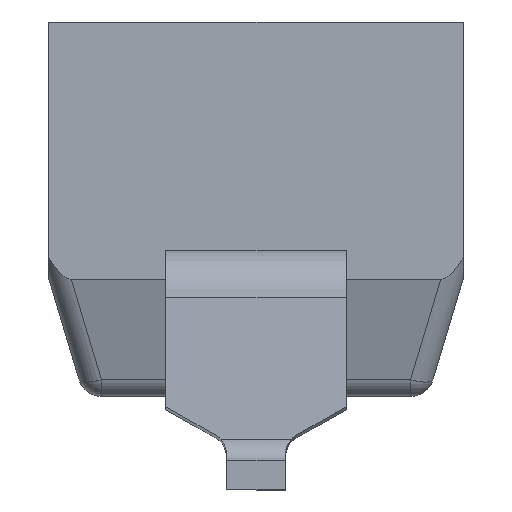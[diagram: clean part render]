
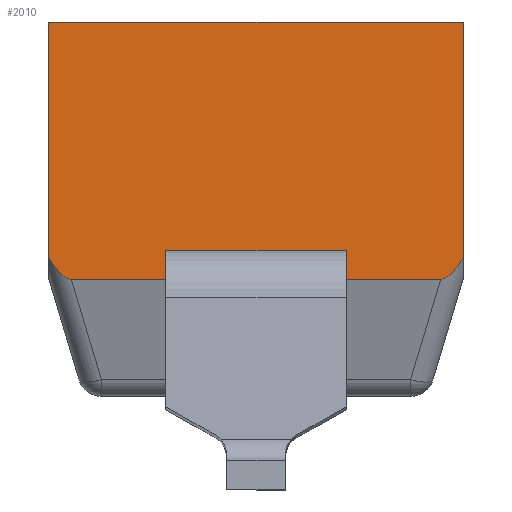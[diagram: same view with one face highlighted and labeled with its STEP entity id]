
A CAD part, left-side view. The second image highlights one B-rep face of the part: STEP entity #2010.
In plain terms, the highlighted planar face has unit normal (-1, 0, 0).
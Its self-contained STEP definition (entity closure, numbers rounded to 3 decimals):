
#133=ELLIPSE('',#2152,0.724,0.2);
#134=ELLIPSE('',#2153,0.724,0.2);
#150=FACE_OUTER_BOUND('',#266,.T.);
#266=EDGE_LOOP('',(#1369,#1370,#1371,#1372,#1373,#1374,#1375,#1376,#1377,
#1378));
#377=LINE('',#2931,#601);
#392=LINE('',#2960,#616);
#401=LINE('',#2993,#625);
#402=LINE('',#2997,#626);
#403=LINE('',#2999,#627);
#404=LINE('',#3001,#628);
#405=LINE('',#3003,#629);
#406=LINE('',#3005,#630);
#601=VECTOR('',#2331,1000.);
#616=VECTOR('',#2350,1000.);
#625=VECTOR('',#2389,1000.);
#626=VECTOR('',#2392,1000.);
#627=VECTOR('',#2393,1000.);
#628=VECTOR('',#2394,1000.);
#629=VECTOR('',#2395,1000.);
#630=VECTOR('',#2396,1000.);
#825=VERTEX_POINT('',#2928);
#826=VERTEX_POINT('',#2930);
#838=VERTEX_POINT('',#2959);
#847=VERTEX_POINT('',#2992);
#848=VERTEX_POINT('',#2994);
#849=VERTEX_POINT('',#2996);
#850=VERTEX_POINT('',#2998);
#851=VERTEX_POINT('',#3000);
#852=VERTEX_POINT('',#3002);
#853=VERTEX_POINT('',#3004);
#1021=EDGE_CURVE('',#826,#825,#377,.T.);
#1036=EDGE_CURVE('',#838,#826,#392,.T.);
#1053=EDGE_CURVE('',#847,#825,#401,.T.);
#1054=EDGE_CURVE('',#848,#847,#133,.T.);
#1055=EDGE_CURVE('',#849,#848,#402,.T.);
#1056=EDGE_CURVE('',#849,#850,#403,.T.);
#1057=EDGE_CURVE('',#850,#851,#404,.T.);
#1058=EDGE_CURVE('',#851,#852,#405,.T.);
#1059=EDGE_CURVE('',#853,#852,#406,.T.);
#1060=EDGE_CURVE('',#853,#838,#134,.T.);
#1369=ORIENTED_EDGE('',*,*,#1021,.T.);
#1370=ORIENTED_EDGE('',*,*,#1053,.F.);
#1371=ORIENTED_EDGE('',*,*,#1054,.F.);
#1372=ORIENTED_EDGE('',*,*,#1055,.F.);
#1373=ORIENTED_EDGE('',*,*,#1056,.T.);
#1374=ORIENTED_EDGE('',*,*,#1057,.T.);
#1375=ORIENTED_EDGE('',*,*,#1058,.T.);
#1376=ORIENTED_EDGE('',*,*,#1059,.F.);
#1377=ORIENTED_EDGE('',*,*,#1060,.T.);
#1378=ORIENTED_EDGE('',*,*,#1036,.T.);
#1928=PLANE('',#2151);
#2010=ADVANCED_FACE('',(#150),#1928,.T.);
#2151=AXIS2_PLACEMENT_3D('',#2991,#2387,#2388);
#2152=AXIS2_PLACEMENT_3D('',#2995,#2390,#2391);
#2153=AXIS2_PLACEMENT_3D('',#3006,#2397,#2398);
#2331=DIRECTION('',(0.,0.,-1.));
#2350=DIRECTION('',(0.,1.,0.));
#2387=DIRECTION('center_axis',(-1.,0.,0.));
#2388=DIRECTION('ref_axis',(0.,0.,1.));
#2389=DIRECTION('',(0.,1.,0.));
#2390=DIRECTION('center_axis',(1.,0.,0.));
#2391=DIRECTION('ref_axis',(0.,-0.958,0.287));
#2392=DIRECTION('',(0.,0.,-1.));
#2393=DIRECTION('',(0.,1.,0.));
#2394=DIRECTION('',(0.,0.,1.));
#2395=DIRECTION('',(0.,-1.,0.));
#2396=DIRECTION('',(0.,0.,-1.));
#2397=DIRECTION('center_axis',(-1.,0.,0.));
#2398=DIRECTION('ref_axis',(0.,-0.958,-0.287));
#2928=CARTESIAN_POINT('',(48.,4.7,-1.77));
#2930=CARTESIAN_POINT('',(48.,4.7,1.77));
#2931=CARTESIAN_POINT('',(48.,4.7,1.77));
#2959=CARTESIAN_POINT('',(48.,2.684,1.77));
#2960=CARTESIAN_POINT('',(48.,4.2,1.77));
#2991=CARTESIAN_POINT('Origin',(48.,4.7,-19.55));
#2992=CARTESIAN_POINT('',(48.,2.684,-1.77));
#2993=CARTESIAN_POINT('',(48.,4.2,-1.77));
#2994=CARTESIAN_POINT('',(48.,2.5,-1.578));
#2995=CARTESIAN_POINT('Origin',(48.,3.196,-1.77));
#2996=CARTESIAN_POINT('',(48.,2.5,-0.77));
#2997=CARTESIAN_POINT('',(48.,2.5,-0.77));
#2998=CARTESIAN_POINT('',(48.,2.75,-0.77));
#2999=CARTESIAN_POINT('',(48.,2.5,-0.77));
#3000=CARTESIAN_POINT('',(48.,2.75,0.77));
#3001=CARTESIAN_POINT('',(48.,2.75,-0.77));
#3002=CARTESIAN_POINT('',(48.,2.5,0.77));
#3003=CARTESIAN_POINT('',(48.,2.75,0.77));
#3004=CARTESIAN_POINT('',(48.,2.5,1.578));
#3005=CARTESIAN_POINT('',(48.,2.5,1.578));
#3006=CARTESIAN_POINT('Origin',(48.,3.196,1.77));
